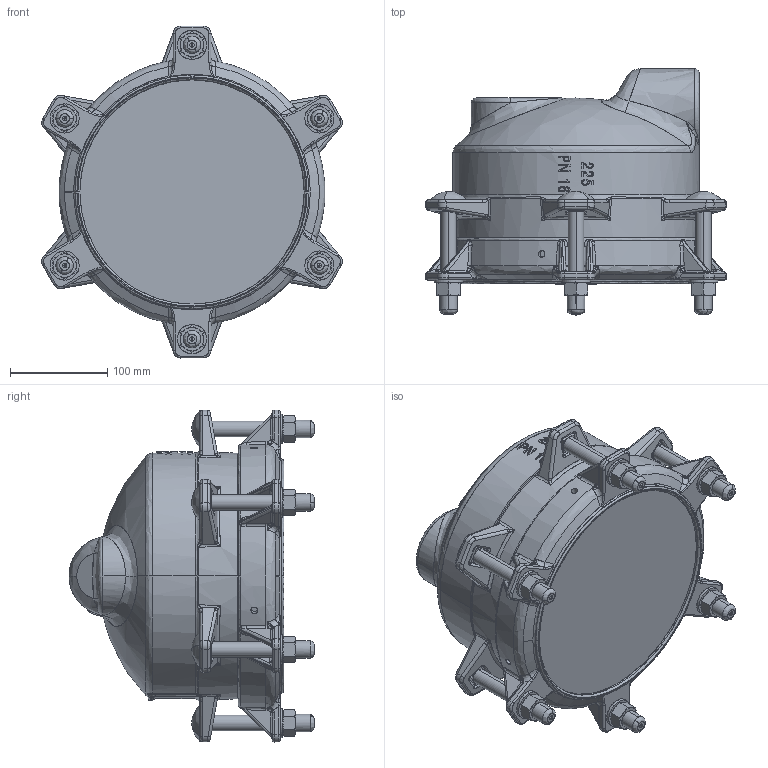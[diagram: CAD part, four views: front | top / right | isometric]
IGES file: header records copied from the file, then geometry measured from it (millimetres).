
Start section: SolidWorks IGES file using analytic representation for surfaces
Global section: file name: 6241022561.IGS; native system: SolidWorks 2008; preprocessor: SolidWorks 2008; author: ch_xmm; date: 100830.110558; units: millimetre
Bounding box: 309.82 x 253.4 x 342 mm (x, y, z)
Surface area: 354430.3 mm2 (no closed solid volume)
Topology: 0 solids, 0 shells, 1602 faces, 15882 edges, 15828 vertices
Faces by surface type: bspline 1250, revolution 352
